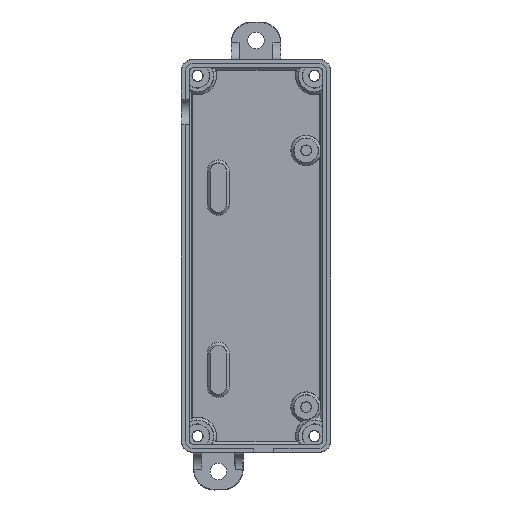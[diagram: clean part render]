
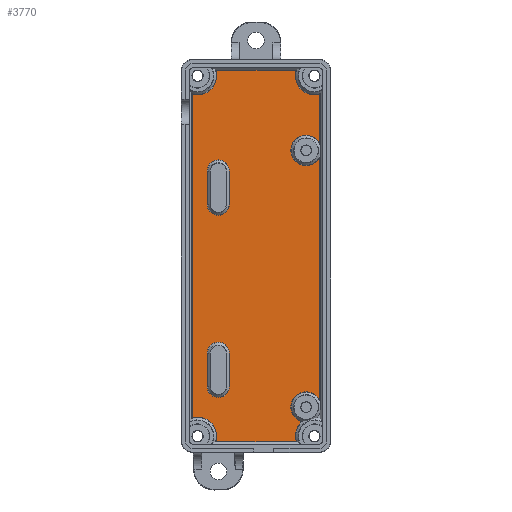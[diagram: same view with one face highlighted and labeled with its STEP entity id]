
A CAD part, top view. The second image highlights one B-rep face of the part: STEP entity #3770.
In plain terms, the highlighted planar face has unit normal (0, 0, 1).
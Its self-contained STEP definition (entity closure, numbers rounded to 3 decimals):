
#57=FACE_BOUND('',#1204,.T.);
#58=FACE_BOUND('',#1205,.T.);
#154=PLANE('',#4151);
#430=LINE('',#6727,#709);
#432=LINE('',#6736,#711);
#436=LINE('',#6749,#715);
#437=LINE('',#6753,#716);
#438=LINE('',#6757,#717);
#439=LINE('',#6761,#718);
#440=LINE('',#6764,#719);
#441=LINE('',#6767,#720);
#442=LINE('',#6771,#721);
#709=VECTOR('',#5003,10.);
#711=VECTOR('',#5015,10.);
#715=VECTOR('',#5029,10.);
#716=VECTOR('',#5032,10.);
#717=VECTOR('',#5035,10.);
#718=VECTOR('',#5038,10.);
#719=VECTOR('',#5041,10.);
#720=VECTOR('',#5042,10.);
#721=VECTOR('',#5045,10.);
#963=FACE_OUTER_BOUND('',#1203,.T.);
#1203=EDGE_LOOP('',(#3105,#3106,#3107,#3108,#3109,#3110,#3111,#3112,#3113,
#3114,#3115));
#1204=EDGE_LOOP('',(#3116,#3117,#3118,#3119));
#1205=EDGE_LOOP('',(#3120,#3121,#3122,#3123));
#1504=CIRCLE('',#4139,2.683);
#1510=CIRCLE('',#4147,2.683);
#1511=CIRCLE('',#4152,4.583);
#1512=CIRCLE('',#4153,3.683);
#1513=CIRCLE('',#4154,3.683);
#1514=CIRCLE('',#4155,4.583);
#1515=CIRCLE('',#4156,4.583);
#1516=CIRCLE('',#4157,4.583);
#1517=CIRCLE('',#4158,2.683);
#1518=CIRCLE('',#4159,2.683);
#1817=VERTEX_POINT('',#6715);
#1818=VERTEX_POINT('',#6717);
#1820=VERTEX_POINT('',#6723);
#1822=VERTEX_POINT('',#6729);
#1824=VERTEX_POINT('',#6743);
#1825=VERTEX_POINT('',#6744);
#1826=VERTEX_POINT('',#6746);
#1827=VERTEX_POINT('',#6748);
#1828=VERTEX_POINT('',#6750);
#1829=VERTEX_POINT('',#6752);
#1830=VERTEX_POINT('',#6754);
#1831=VERTEX_POINT('',#6756);
#1832=VERTEX_POINT('',#6758);
#1833=VERTEX_POINT('',#6760);
#1834=VERTEX_POINT('',#6762);
#1835=VERTEX_POINT('',#6765);
#1836=VERTEX_POINT('',#6766);
#1837=VERTEX_POINT('',#6768);
#1838=VERTEX_POINT('',#6770);
#2285=EDGE_CURVE('',#1817,#1818,#1504,.T.);
#2290=EDGE_CURVE('',#1818,#1820,#430,.T.);
#2293=EDGE_CURVE('',#1820,#1822,#1510,.T.);
#2295=EDGE_CURVE('',#1822,#1817,#432,.T.);
#2299=EDGE_CURVE('',#1824,#1825,#1511,.T.);
#2300=EDGE_CURVE('',#1826,#1824,#1512,.T.);
#2301=EDGE_CURVE('',#1827,#1826,#436,.T.);
#2302=EDGE_CURVE('',#1828,#1827,#1513,.T.);
#2303=EDGE_CURVE('',#1829,#1828,#437,.T.);
#2304=EDGE_CURVE('',#1830,#1829,#1514,.T.);
#2305=EDGE_CURVE('',#1831,#1830,#438,.T.);
#2306=EDGE_CURVE('',#1832,#1831,#1515,.T.);
#2307=EDGE_CURVE('',#1833,#1832,#439,.T.);
#2308=EDGE_CURVE('',#1834,#1833,#1516,.T.);
#2309=EDGE_CURVE('',#1825,#1834,#440,.T.);
#2310=EDGE_CURVE('',#1835,#1836,#441,.T.);
#2311=EDGE_CURVE('',#1837,#1835,#1517,.T.);
#2312=EDGE_CURVE('',#1838,#1837,#442,.T.);
#2313=EDGE_CURVE('',#1836,#1838,#1518,.T.);
#3105=ORIENTED_EDGE('',*,*,#2299,.F.);
#3106=ORIENTED_EDGE('',*,*,#2300,.F.);
#3107=ORIENTED_EDGE('',*,*,#2301,.F.);
#3108=ORIENTED_EDGE('',*,*,#2302,.F.);
#3109=ORIENTED_EDGE('',*,*,#2303,.F.);
#3110=ORIENTED_EDGE('',*,*,#2304,.F.);
#3111=ORIENTED_EDGE('',*,*,#2305,.F.);
#3112=ORIENTED_EDGE('',*,*,#2306,.F.);
#3113=ORIENTED_EDGE('',*,*,#2307,.F.);
#3114=ORIENTED_EDGE('',*,*,#2308,.F.);
#3115=ORIENTED_EDGE('',*,*,#2309,.F.);
#3116=ORIENTED_EDGE('',*,*,#2310,.F.);
#3117=ORIENTED_EDGE('',*,*,#2311,.F.);
#3118=ORIENTED_EDGE('',*,*,#2312,.F.);
#3119=ORIENTED_EDGE('',*,*,#2313,.F.);
#3120=ORIENTED_EDGE('',*,*,#2285,.F.);
#3121=ORIENTED_EDGE('',*,*,#2295,.F.);
#3122=ORIENTED_EDGE('',*,*,#2293,.F.);
#3123=ORIENTED_EDGE('',*,*,#2290,.F.);
#3770=ADVANCED_FACE('',(#963,#57,#58),#154,.F.);
#4139=AXIS2_PLACEMENT_3D('',#6718,#4992,#4993);
#4147=AXIS2_PLACEMENT_3D('',#6733,#5010,#5011);
#4151=AXIS2_PLACEMENT_3D('',#6742,#5023,#5024);
#4152=AXIS2_PLACEMENT_3D('',#6745,#5025,#5026);
#4153=AXIS2_PLACEMENT_3D('',#6747,#5027,#5028);
#4154=AXIS2_PLACEMENT_3D('',#6751,#5030,#5031);
#4155=AXIS2_PLACEMENT_3D('',#6755,#5033,#5034);
#4156=AXIS2_PLACEMENT_3D('',#6759,#5036,#5037);
#4157=AXIS2_PLACEMENT_3D('',#6763,#5039,#5040);
#4158=AXIS2_PLACEMENT_3D('',#6769,#5043,#5044);
#4159=AXIS2_PLACEMENT_3D('',#6772,#5046,#5047);
#4992=DIRECTION('center_axis',(0.,0.,
1.));
#4993=DIRECTION('ref_axis',(0.,-1.,0.));
#5003=DIRECTION('',(0.,1.,0.));
#5010=DIRECTION('center_axis',(0.,0.,
1.));
#5011=DIRECTION('ref_axis',(0.,1.,0.));
#5015=DIRECTION('',(0.,-1.,0.));
#5023=DIRECTION('center_axis',(0.,0.,
-1.));
#5024=DIRECTION('ref_axis',(0.,-1.,0.));
#5025=DIRECTION('center_axis',(0.,0.,
1.));
#5026=DIRECTION('ref_axis',(-0.959,0.283,0.));
#5027=DIRECTION('center_axis',(0.,0.,
1.));
#5028=DIRECTION('ref_axis',(-0.742,0.67,0.));
#5029=DIRECTION('',(0.,-1.,0.));
#5030=DIRECTION('center_axis',(0.,0.,
1.));
#5031=DIRECTION('ref_axis',(-1.,0.,0.));
#5032=DIRECTION('',(0.,-1.,0.));
#5033=DIRECTION('center_axis',(0.,0.,
1.));
#5034=DIRECTION('ref_axis',(-0.707,-0.707,0.));
#5035=DIRECTION('',(1.,0.,0.));
#5036=DIRECTION('center_axis',(0.,0.,
1.));
#5037=DIRECTION('ref_axis',(0.707,-0.707,0.));
#5038=DIRECTION('',(0.,1.,0.));
#5039=DIRECTION('center_axis',(0.,0.,
1.));
#5040=DIRECTION('ref_axis',(0.707,0.707,0.));
#5041=DIRECTION('',(-1.,0.,0.));
#5042=DIRECTION('',(0.,-1.,0.));
#5043=DIRECTION('center_axis',(0.,0.,
1.));
#5044=DIRECTION('ref_axis',(0.,1.,0.));
#5045=DIRECTION('',(0.,1.,0.));
#5046=DIRECTION('center_axis',(0.,0.,
1.));
#5047=DIRECTION('ref_axis',(0.,-1.,0.));
#6715=CARTESIAN_POINT('',(4.117,9.,-4.025));
#6717=CARTESIAN_POINT('',(9.483,9.,-4.025));
#6718=CARTESIAN_POINT('Origin',(6.8,9.,-4.025));
#6723=CARTESIAN_POINT('',(9.483,17.,-4.025));
#6727=CARTESIAN_POINT('',(9.483,32.625,-4.025));
#6729=CARTESIAN_POINT('',(4.117,17.,-4.025));
#6733=CARTESIAN_POINT('Origin',(6.8,17.,-4.025));
#6736=CARTESIAN_POINT('',(4.117,34.625,-4.025));
#6742=CARTESIAN_POINT('Origin',(15.9,40.5,-4.025));
#6743=CARTESIAN_POINT('',(26.992,0.458,-4.025));
#6744=CARTESIAN_POINT('',(25.611,-4.317,-4.025));
#6745=CARTESIAN_POINT('Origin',(30.,-3.,-4.025));
#6746=CARTESIAN_POINT('',(31.317,5.6,-4.025));
#6747=CARTESIAN_POINT('Origin',(28.,4.,-4.025));
#6748=CARTESIAN_POINT('',(31.317,64.4,-4.025));
#6749=CARTESIAN_POINT('',(31.317,51.875,-4.025));
#6750=CARTESIAN_POINT('',(31.317,67.6,-4.025));
#6751=CARTESIAN_POINT('Origin',(28.,66.,-4.025));
#6752=CARTESIAN_POINT('',(31.317,79.611,-4.025));
#6753=CARTESIAN_POINT('',(31.317,51.875,-4.025));
#6754=CARTESIAN_POINT('',(25.611,85.317,-4.025));
#6755=CARTESIAN_POINT('Origin',(30.,84.,-4.025));
#6756=CARTESIAN_POINT('',(6.189,85.317,-4.025));
#6757=CARTESIAN_POINT('',(11.875,85.317,-4.025));
#6758=CARTESIAN_POINT('',(0.483,79.611,-4.025));
#6759=CARTESIAN_POINT('Origin',(1.8,84.,-4.025));
#6760=CARTESIAN_POINT('',(0.483,1.389,-4.025));
#6761=CARTESIAN_POINT('',(0.483,29.125,-4.025));
#6762=CARTESIAN_POINT('',(6.189,-4.317,-4.025));
#6763=CARTESIAN_POINT('Origin',(1.8,-3.,-4.025));
#6764=CARTESIAN_POINT('',(19.925,-4.317,-4.025));
#6765=CARTESIAN_POINT('',(4.117,61.,-4.025));
#6766=CARTESIAN_POINT('',(4.117,53.,-4.025));
#6767=CARTESIAN_POINT('',(4.117,45.625,-4.025));
#6768=CARTESIAN_POINT('',(9.483,61.,-4.025));
#6769=CARTESIAN_POINT('Origin',(6.8,61.,-4.025));
#6770=CARTESIAN_POINT('',(9.483,53.,-4.025));
#6771=CARTESIAN_POINT('',(9.483,43.625,-4.025));
#6772=CARTESIAN_POINT('Origin',(6.8,53.,-4.025));
